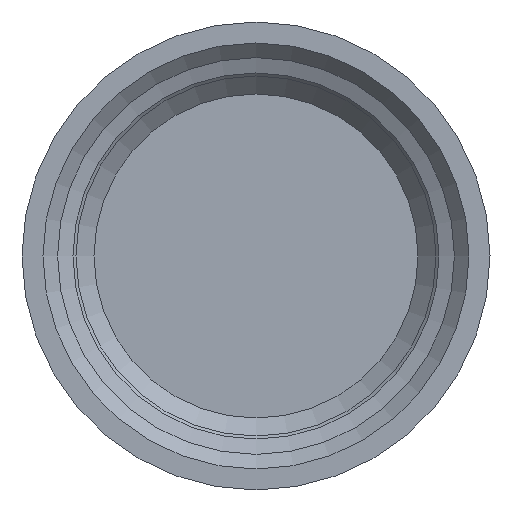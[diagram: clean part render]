
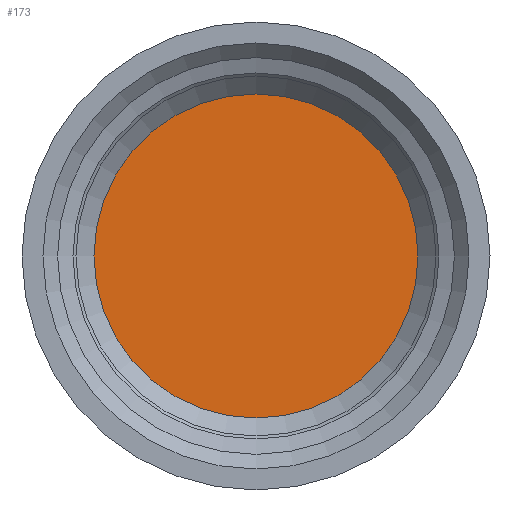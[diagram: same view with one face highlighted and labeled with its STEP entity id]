
A CAD part, front view. The second image highlights one B-rep face of the part: STEP entity #173.
In plain terms, the highlighted planar face has unit normal (0, -1, 0).
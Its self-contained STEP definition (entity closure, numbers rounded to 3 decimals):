
#17=PLANE('',#207);
#27=FACE_OUTER_BOUND('',#39,.T.);
#39=EDGE_LOOP('',(#135));
#70=CIRCLE('',#203,5.4);
#84=VERTEX_POINT('',#300);
#101=EDGE_CURVE('',#84,#84,#70,.T.);
#135=ORIENTED_EDGE('',*,*,#101,.F.);
#173=ADVANCED_FACE('',(#27),#17,.F.);
#203=AXIS2_PLACEMENT_3D('',#302,#243,#244);
#207=AXIS2_PLACEMENT_3D('',#309,#252,#253);
#243=DIRECTION('center_axis',(0.,1.,0.));
#244=DIRECTION('ref_axis',(1.,0.,0.));
#252=DIRECTION('center_axis',(0.,1.,0.));
#253=DIRECTION('ref_axis',(1.,0.,0.));
#300=CARTESIAN_POINT('',(35.771,56.638,-63.361));
#302=CARTESIAN_POINT('Origin',(41.171,56.638,-63.361));
#309=CARTESIAN_POINT('Origin',(41.171,56.638,-63.361));
